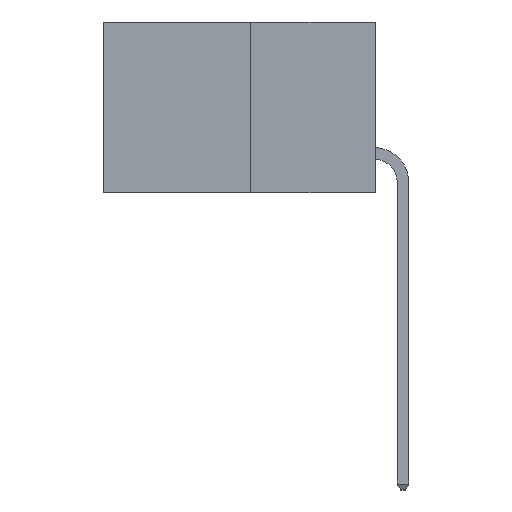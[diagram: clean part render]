
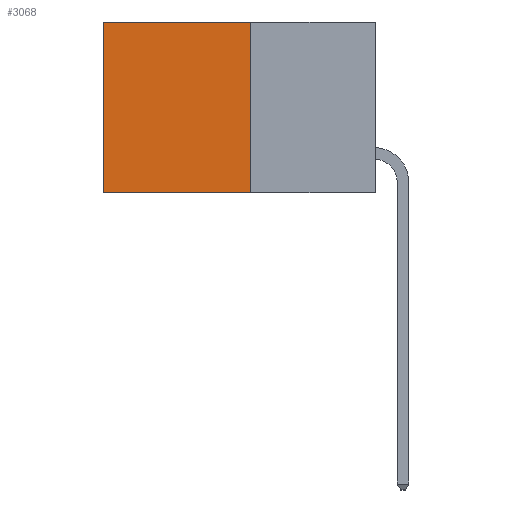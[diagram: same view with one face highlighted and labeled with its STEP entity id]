
A CAD part, left-side view. The second image highlights one B-rep face of the part: STEP entity #3068.
In plain terms, the highlighted planar face has unit normal (-1, 0, 0).
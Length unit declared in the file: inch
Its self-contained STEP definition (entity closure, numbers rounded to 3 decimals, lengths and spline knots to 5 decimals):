
#2443 = ORIENTED_EDGE ( 'NONE', *, *, #9236, .F. ) ;
#2523 = ORIENTED_EDGE ( 'NONE', *, *, #2665, .F. ) ;
#2665 = EDGE_CURVE ( 'NONE', #5624, #6057, #7050, .T. ) ;
#2843 = VERTEX_POINT ( 'NONE', #8790 ) ;
#3068 = ADVANCED_FACE ( 'NONE', ( #7339 ), #3883, .F. ) ;
#3369 = EDGE_CURVE ( 'NONE', #2843, #7938, #8531, .T. ) ;
#3512 = LINE ( 'NONE', #6108, #9659 ) ;
#3763 = DIRECTION ( 'NONE',  ( 0., 1., 0. ) ) ;
#3883 = PLANE ( 'NONE',  #5286 ) ;
#4882 = VECTOR ( 'NONE', #5371, 39.37008 ) ;
#4986 = LINE ( 'NONE', #9360, #7384 ) ;
#5286 = AXIS2_PLACEMENT_3D ( 'NONE', #9488, #5735, #6261 ) ;
#5371 = DIRECTION ( 'NONE',  ( 0., 0., -1. ) ) ;
#5624 = VERTEX_POINT ( 'NONE', #7214 ) ;
#5735 = DIRECTION ( 'NONE',  ( 1., 0., 0. ) ) ;
#6057 = VERTEX_POINT ( 'NONE', #6253 ) ;
#6108 = CARTESIAN_POINT ( 'NONE',  ( 0.277, 0.27, -0.37 ) ) ;
#6253 = CARTESIAN_POINT ( 'NONE',  ( 0.277, 0.27, -0.37 ) ) ;
#6254 = CARTESIAN_POINT ( 'NONE',  ( 0.277, 0.59, -0.37 ) ) ;
#6261 = DIRECTION ( 'NONE',  ( 0., 0., -1. ) ) ;
#6362 = DIRECTION ( 'NONE',  ( 0., 0., -1. ) ) ;
#6464 = VECTOR ( 'NONE', #6362, 39.37008 ) ;
#6918 = DIRECTION ( 'NONE',  ( 0., 1., 0. ) ) ;
#7050 = LINE ( 'NONE', #8007, #4882 ) ;
#7214 = CARTESIAN_POINT ( 'NONE',  ( 0.277, 0.27, 0. ) ) ;
#7221 = EDGE_LOOP ( 'NONE', ( #10001, #2443, #2523, #7338 ) ) ;
#7338 = ORIENTED_EDGE ( 'NONE', *, *, #9905, .T. ) ;
#7339 = FACE_OUTER_BOUND ( 'NONE', #7221, .T. ) ;
#7384 = VECTOR ( 'NONE', #3763, 39.37008 ) ;
#7938 = VERTEX_POINT ( 'NONE', #6254 ) ;
#8007 = CARTESIAN_POINT ( 'NONE',  ( 0.277, 0.27, -0.37 ) ) ;
#8531 = LINE ( 'NONE', #10128, #6464 ) ;
#8790 = CARTESIAN_POINT ( 'NONE',  ( 0.277, 0.59, 0. ) ) ;
#9236 = EDGE_CURVE ( 'NONE', #6057, #7938, #3512, .T. ) ;
#9360 = CARTESIAN_POINT ( 'NONE',  ( 0.277, 0.27, 0. ) ) ;
#9488 = CARTESIAN_POINT ( 'NONE',  ( 0.277, 0.27, -0.37 ) ) ;
#9659 = VECTOR ( 'NONE', #6918, 39.37008 ) ;
#9905 = EDGE_CURVE ( 'NONE', #5624, #2843, #4986, .T. ) ;
#10001 = ORIENTED_EDGE ( 'NONE', *, *, #3369, .T. ) ;
#10128 = CARTESIAN_POINT ( 'NONE',  ( 0.277, 0.59, -0.37 ) ) ;
